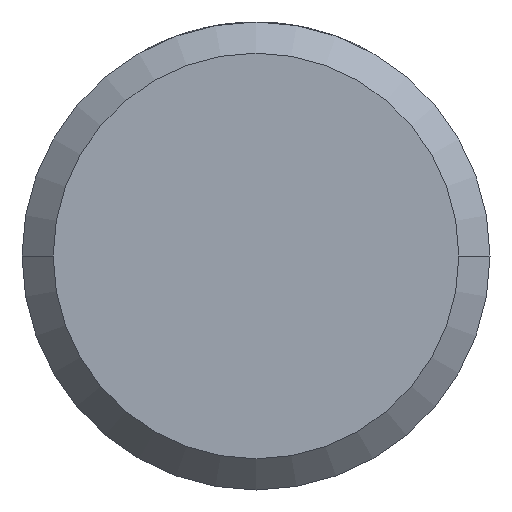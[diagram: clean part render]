
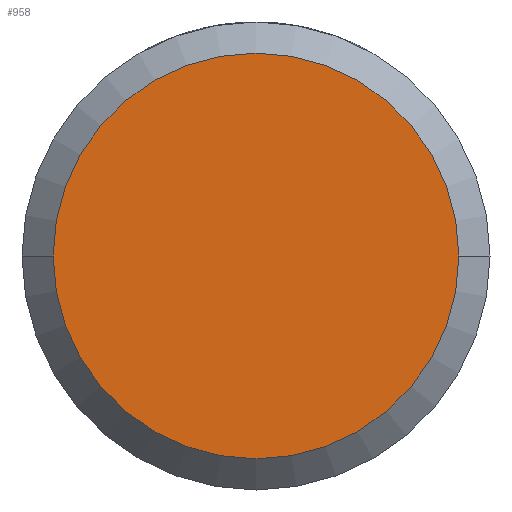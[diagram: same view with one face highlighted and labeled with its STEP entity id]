
A CAD part, front view. The second image highlights one B-rep face of the part: STEP entity #958.
In plain terms, the highlighted planar face has unit normal (0, -1, 0).
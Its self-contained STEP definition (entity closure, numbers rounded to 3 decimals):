
#188 = CIRCLE ( 'NONE', #840, 1.3 ) ;
#225 = DIRECTION ( 'NONE',  ( 1., 0., 0. ) ) ;
#414 = CARTESIAN_POINT ( 'NONE',  ( 1.3, -40., 0. ) ) ;
#439 = CARTESIAN_POINT ( 'NONE',  ( 0., -40., 0. ) ) ;
#458 = FACE_OUTER_BOUND ( 'NONE', #2935, .T. ) ;
#679 = AXIS2_PLACEMENT_3D ( 'NONE', #1553, #2253, #225 ) ;
#683 = DIRECTION ( 'NONE',  ( 0., -1., 0. ) ) ;
#840 = AXIS2_PLACEMENT_3D ( 'NONE', #439, #683, #905 ) ;
#905 = DIRECTION ( 'NONE',  ( 1., 0., 0. ) ) ;
#958 = ADVANCED_FACE ( 'Defeature ausgef�hrt2_5', ( #458 ), #2020, .F. ) ;
#992 = EDGE_CURVE ( 'Defeature ausgef�hrt2_5+Defeature ausgef�hrt2_1+Defeature ausgef�hrt2_1+Defeature ausgef�hrt2_1', #1217, #1807, #188, .T. ) ;
#1217 = VERTEX_POINT ( 'NONE', #2426 ) ;
#1553 = CARTESIAN_POINT ( 'NONE',  ( 0., -40., -1.5 ) ) ;
#1807 = VERTEX_POINT ( 'NONE', #414 ) ;
#1927 = ORIENTED_EDGE ( 'NONE', *, *, #2863, .T. ) ;
#1964 = CARTESIAN_POINT ( 'NONE',  ( 0., -40., 0. ) ) ;
#2020 = PLANE ( 'NONE',  #679 ) ;
#2253 = DIRECTION ( 'NONE',  ( 0., 1., 0. ) ) ;
#2425 = DIRECTION ( 'NONE',  ( 1., 0., 0. ) ) ;
#2426 = CARTESIAN_POINT ( 'NONE',  ( -1.3, -40., 0. ) ) ;
#2429 = AXIS2_PLACEMENT_3D ( 'NONE', #1964, #2660, #2425 ) ;
#2593 = CIRCLE ( 'NONE', #2429, 1.3 ) ;
#2660 = DIRECTION ( 'NONE',  ( 0., -1., 0. ) ) ;
#2863 = EDGE_CURVE ( 'Defeature ausgef�hrt2_5+Defeature ausgef�hrt2_1+Defeature ausgef�hrt2_1+Defeature ausgef�hrt2_1', #1807, #1217, #2593, .T. ) ;
#2897 = ORIENTED_EDGE ( 'NONE', *, *, #992, .T. ) ;
#2935 = EDGE_LOOP ( 'NONE', ( #1927, #2897 ) ) ;
